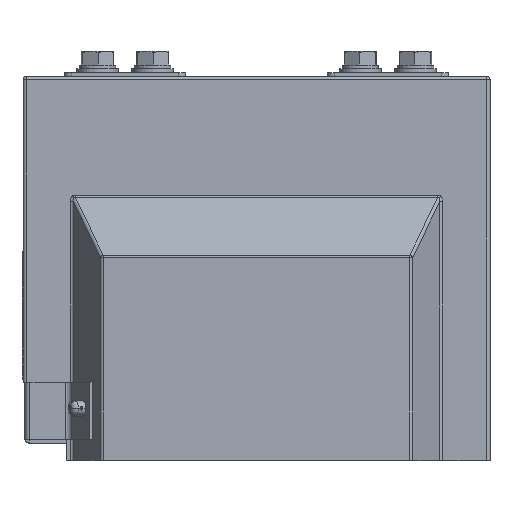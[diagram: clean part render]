
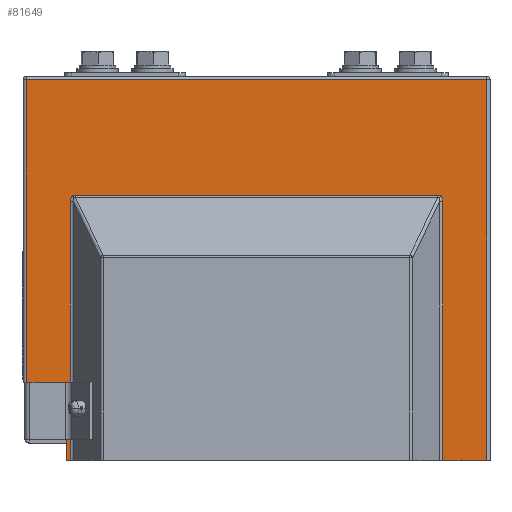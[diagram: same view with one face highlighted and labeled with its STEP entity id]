
A CAD part, top view. The second image highlights one B-rep face of the part: STEP entity #81649.
In plain terms, the highlighted planar face has unit normal (0, 0, 1).
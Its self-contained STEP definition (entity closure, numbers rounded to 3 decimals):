
#111 = DIRECTION ( 'NONE',  ( 0., 1., 0. ) ) ;
#1743 = EDGE_CURVE ( 'NONE', #161442, #81850, #172926, .T. ) ;
#4004 = LINE ( 'NONE', #41806, #78734 ) ;
#6498 = ORIENTED_EDGE ( 'NONE', *, *, #151453, .F. ) ;
#7777 = CARTESIAN_POINT ( 'NONE',  ( -135., 0., 60. ) ) ;
#11181 = ORIENTED_EDGE ( 'NONE', *, *, #101622, .T. ) ;
#13192 = LINE ( 'NONE', #135536, #87749 ) ;
#15010 =( BOUNDED_CURVE ( )  B_SPLINE_CURVE ( 3, ( #71519, #56616, #160541, #175450 ),
 .UNSPECIFIED., .F., .F. ) 
 B_SPLINE_CURVE_WITH_KNOTS ( ( 4, 4 ),
 ( 0., 0.894 ),
 .UNSPECIFIED. ) 
 CURVE ( )  GEOMETRIC_REPRESENTATION_ITEM ( )  RATIONAL_B_SPLINE_CURVE ( ( 1., 0.935, 0.935, 1. ) ) 
 REPRESENTATION_ITEM ( '' )  );
#17324 = LINE ( 'NONE', #7777, #96521 ) ;
#18929 = FACE_OUTER_BOUND ( 'NONE', #128977, .T. ) ;
#19249 = EDGE_CURVE ( 'NONE', #172010, #153029, #15010, .T. ) ;
#19487 = CARTESIAN_POINT ( 'NONE',  ( -133., 45., 60. ) ) ;
#21766 = DIRECTION ( 'NONE',  ( 0., 1., 0. ) ) ;
#25516 = DIRECTION ( 'NONE',  ( -1., 0., 0. ) ) ;
#25828 = ORIENTED_EDGE ( 'NONE', *, *, #166748, .T. ) ;
#28597 = VECTOR ( 'NONE', #60327, 1000. ) ;
#30206 = LINE ( 'NONE', #33206, #79208 ) ;
#32786 = VERTEX_POINT ( 'NONE', #180782 ) ;
#33194 = VERTEX_POINT ( 'NONE', #107184 ) ;
#33206 = CARTESIAN_POINT ( 'NONE',  ( -133., 222., 60. ) ) ;
#33241 =( BOUNDED_CURVE ( )  B_SPLINE_CURVE ( 3, ( #71783, #145844, #86743, #190614 ),
 .UNSPECIFIED., .F., .F. ) 
 B_SPLINE_CURVE_WITH_KNOTS ( ( 4, 4 ),
 ( 5.999, 6.283 ),
 .UNSPECIFIED. ) 
 CURVE ( )  GEOMETRIC_REPRESENTATION_ITEM ( )  RATIONAL_B_SPLINE_CURVE ( ( 1., 0.993, 0.993, 1. ) ) 
 REPRESENTATION_ITEM ( '' )  );
#35395 = ORIENTED_EDGE ( 'NONE', *, *, #19249, .F. ) ;
#35602 = EDGE_CURVE ( 'NONE', #49018, #114087, #138420, .T. ) ;
#36537 = EDGE_CURVE ( 'NONE', #33194, #172010, #33241, .T. ) ;
#36814 = CARTESIAN_POINT ( 'NONE',  ( -107.655, 152.561, 60. ) ) ;
#41806 = CARTESIAN_POINT ( 'NONE',  ( 107.655, 0., 60. ) ) ;
#46962 = ORIENTED_EDGE ( 'NONE', *, *, #118972, .T. ) ;
#48219 = CARTESIAN_POINT ( 'NONE',  ( 106.585, 153.289, 60. ) ) ;
#49018 = VERTEX_POINT ( 'NONE', #19487 ) ;
#55032 = CARTESIAN_POINT ( 'NONE',  ( -107.655, 0., 60. ) ) ;
#56616 = CARTESIAN_POINT ( 'NONE',  ( -107.039, 152.502, 60. ) ) ;
#57016 = ORIENTED_EDGE ( 'NONE', *, *, #182430, .T. ) ;
#59009 = VECTOR ( 'NONE', #181602, 1000. ) ;
#59948 = CARTESIAN_POINT ( 'NONE',  ( 133., 0., 60. ) ) ;
#60327 = DIRECTION ( 'NONE',  ( 0., -1., 0. ) ) ;
#62612 = ORIENTED_EDGE ( 'NONE', *, *, #1743, .T. ) ;
#65204 = DIRECTION ( 'NONE',  ( 1., 0., 0. ) ) ;
#65491 = EDGE_CURVE ( 'NONE', #78953, #49018, #30206, .T. ) ;
#70368 = CARTESIAN_POINT ( 'NONE',  ( 104.805, 153.289, 60. ) ) ;
#71519 = CARTESIAN_POINT ( 'NONE',  ( -105.93, 153.039, 60. ) ) ;
#71783 = CARTESIAN_POINT ( 'NONE',  ( -104.805, 153.289, 60. ) ) ;
#77750 = CARTESIAN_POINT ( 'NONE',  ( 106.5, 0., 60. ) ) ;
#78734 = VECTOR ( 'NONE', #145787, 1000. ) ;
#78953 = VERTEX_POINT ( 'NONE', #135351 ) ;
#79208 = VECTOR ( 'NONE', #137190, 1000. ) ;
#80416 = DIRECTION ( 'NONE',  ( -1., 0., 0. ) ) ;
#81649 = ADVANCED_FACE ( 'NONE', ( #18929 ), #188603, .F. ) ;
#81850 = VERTEX_POINT ( 'NONE', #59948 ) ;
#82138 = CARTESIAN_POINT ( 'NONE',  ( -135., 45., 60. ) ) ;
#84464 = LINE ( 'NONE', #138961, #163465 ) ;
#86743 = CARTESIAN_POINT ( 'NONE',  ( -105.588, 153.205, 60. ) ) ;
#87749 = VECTOR ( 'NONE', #80416, 1000. ) ;
#91258 = LINE ( 'NONE', #163435, #160969 ) ;
#94691 = VERTEX_POINT ( 'NONE', #70368 ) ;
#96521 = VECTOR ( 'NONE', #185294, 1000. ) ;
#97688 = ORIENTED_EDGE ( 'NONE', *, *, #65491, .T. ) ;
#98171 = AXIS2_PLACEMENT_3D ( 'NONE', #99644, #114570, #25516 ) ;
#99064 = VERTEX_POINT ( 'NONE', #55032 ) ;
#99644 = CARTESIAN_POINT ( 'NONE',  ( -135., 222., 60. ) ) ;
#101622 = EDGE_CURVE ( 'NONE', #152450, #161442, #4004, .T. ) ;
#107184 = CARTESIAN_POINT ( 'NONE',  ( -104.805, 153.289, 60. ) ) ;
#109028 = EDGE_CURVE ( 'NONE', #99064, #153029, #116622, .T. ) ;
#114087 = VERTEX_POINT ( 'NONE', #167161 ) ;
#114570 = DIRECTION ( 'NONE',  ( 0., 0., -1. ) ) ;
#116622 = LINE ( 'NONE', #36814, #190957 ) ;
#118972 = EDGE_CURVE ( 'NONE', #32786, #99064, #17324, .T. ) ;
#122292 = CARTESIAN_POINT ( 'NONE',  ( 107.655, 149.449, 60. ) ) ;
#128977 = EDGE_LOOP ( 'NONE', ( #6498, #11181, #62612, #190469, #139459, #97688, #193088, #25828, #46962, #144640, #35395, #160842, #57016 ) ) ;
#129275 = CARTESIAN_POINT ( 'NONE',  ( 133., 220., 60. ) ) ;
#129763 = CARTESIAN_POINT ( 'NONE',  ( -105.93, 153.039, 60. ) ) ;
#134369 = CARTESIAN_POINT ( 'NONE',  ( -110., 222., 60. ) ) ;
#135351 = CARTESIAN_POINT ( 'NONE',  ( -133., 220., 60. ) ) ;
#135536 = CARTESIAN_POINT ( 'NONE',  ( -135., 220., 60. ) ) ;
#137190 = DIRECTION ( 'NONE',  ( 0., -1., 0. ) ) ;
#137250 = CARTESIAN_POINT ( 'NONE',  ( 107.655, 151.847, 60. ) ) ;
#138420 = LINE ( 'NONE', #82138, #177915 ) ;
#138961 = CARTESIAN_POINT ( 'NONE',  ( 106.5, 153.289, 60. ) ) ;
#139459 = ORIENTED_EDGE ( 'NONE', *, *, #165080, .T. ) ;
#140069 = CARTESIAN_POINT ( 'NONE',  ( 107.655, 149.449, 60. ) ) ;
#144640 = ORIENTED_EDGE ( 'NONE', *, *, #109028, .T. ) ;
#145787 = DIRECTION ( 'NONE',  ( 0., -1., 0. ) ) ;
#145844 = CARTESIAN_POINT ( 'NONE',  ( -105.21, 153.289, 60. ) ) ;
#148072 = CARTESIAN_POINT ( 'NONE',  ( 107.655, 0., 60. ) ) ;
#151453 = EDGE_CURVE ( 'NONE', #152450, #94691, #174237, .T. ) ;
#151982 = DIRECTION ( 'NONE',  ( 1., 0., 0. ) ) ;
#152198 = CARTESIAN_POINT ( 'NONE',  ( 104.805, 153.289, 60. ) ) ;
#152450 = VERTEX_POINT ( 'NONE', #140069 ) ;
#153029 = VERTEX_POINT ( 'NONE', #183327 ) ;
#159943 = VERTEX_POINT ( 'NONE', #129275 ) ;
#160541 = CARTESIAN_POINT ( 'NONE',  ( -107.655, 151.221, 60. ) ) ;
#160842 = ORIENTED_EDGE ( 'NONE', *, *, #36537, .F. ) ;
#160969 = VECTOR ( 'NONE', #111, 1000. ) ;
#161442 = VERTEX_POINT ( 'NONE', #148072 ) ;
#163435 = CARTESIAN_POINT ( 'NONE',  ( 133., 222., 60. ) ) ;
#163465 = VECTOR ( 'NONE', #151982, 1000. ) ;
#165080 = EDGE_CURVE ( 'NONE', #159943, #78953, #13192, .T. ) ;
#166748 = EDGE_CURVE ( 'NONE', #114087, #32786, #182086, .T. ) ;
#167161 = CARTESIAN_POINT ( 'NONE',  ( -110., 45., 60. ) ) ;
#172010 = VERTEX_POINT ( 'NONE', #129763 ) ;
#172926 = LINE ( 'NONE', #77750, #59009 ) ;
#174237 =( BOUNDED_CURVE ( )  B_SPLINE_CURVE ( 3, ( #122292, #137250, #48219, #152198 ),
 .UNSPECIFIED., .F., .F. ) 
 B_SPLINE_CURVE_WITH_KNOTS ( ( 4, 4 ),
 ( 2.248, 3.426 ),
 .UNSPECIFIED. ) 
 CURVE ( )  GEOMETRIC_REPRESENTATION_ITEM ( )  RATIONAL_B_SPLINE_CURVE ( ( 1., 0.888, 0.888, 1. ) ) 
 REPRESENTATION_ITEM ( '' )  );
#175026 = EDGE_CURVE ( 'NONE', #81850, #159943, #91258, .T. ) ;
#175450 = CARTESIAN_POINT ( 'NONE',  ( -107.655, 149.449, 60. ) ) ;
#177915 = VECTOR ( 'NONE', #65204, 1000. ) ;
#180782 = CARTESIAN_POINT ( 'NONE',  ( -110., 0., 60. ) ) ;
#181602 = DIRECTION ( 'NONE',  ( 1., 0., 0. ) ) ;
#182086 = LINE ( 'NONE', #134369, #28597 ) ;
#182430 = EDGE_CURVE ( 'NONE', #33194, #94691, #84464, .T. ) ;
#183327 = CARTESIAN_POINT ( 'NONE',  ( -107.655, 149.449, 60. ) ) ;
#185294 = DIRECTION ( 'NONE',  ( 1., 0., 0. ) ) ;
#188603 = PLANE ( 'NONE',  #98171 ) ;
#190469 = ORIENTED_EDGE ( 'NONE', *, *, #175026, .T. ) ;
#190614 = CARTESIAN_POINT ( 'NONE',  ( -105.93, 153.039, 60. ) ) ;
#190957 = VECTOR ( 'NONE', #21766, 1000. ) ;
#193088 = ORIENTED_EDGE ( 'NONE', *, *, #35602, .T. ) ;
